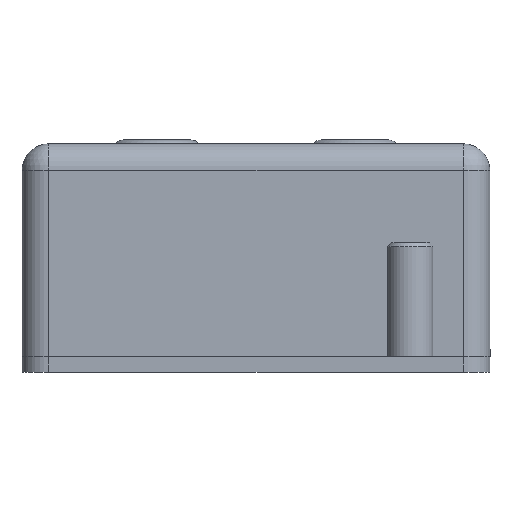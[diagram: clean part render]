
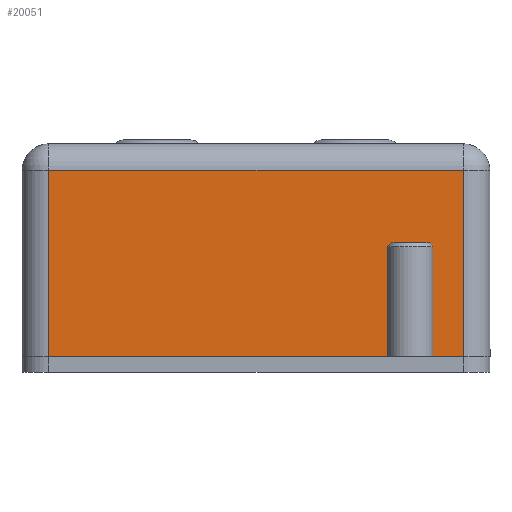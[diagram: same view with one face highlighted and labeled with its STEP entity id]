
A CAD part, left-side view. The second image highlights one B-rep face of the part: STEP entity #20051.
In plain terms, the highlighted planar face has unit normal (-1, 0, 0).
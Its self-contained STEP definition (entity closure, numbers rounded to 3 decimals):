
#1176=PLANE('',#21223);
#1800=FACE_OUTER_BOUND('',#2931,.T.);
#2931=EDGE_LOOP('',(#13062,#13063,#13064,#13065));
#4259=LINE('',#27632,#5954);
#4260=LINE('',#27634,#5955);
#4261=LINE('',#27636,#5956);
#4262=LINE('',#27637,#5957);
#5954=VECTOR('',#22848,10.);
#5955=VECTOR('',#22849,10.);
#5956=VECTOR('',#22850,10.);
#5957=VECTOR('',#22851,10.);
#8199=VERTEX_POINT('',#27630);
#8200=VERTEX_POINT('',#27631);
#8201=VERTEX_POINT('',#27633);
#8202=VERTEX_POINT('',#27635);
#10141=EDGE_CURVE('',#8199,#8200,#4259,.T.);
#10142=EDGE_CURVE('',#8199,#8201,#4260,.T.);
#10143=EDGE_CURVE('',#8202,#8201,#4261,.T.);
#10144=EDGE_CURVE('',#8200,#8202,#4262,.T.);
#13062=ORIENTED_EDGE('',*,*,#10141,.F.);
#13063=ORIENTED_EDGE('',*,*,#10142,.T.);
#13064=ORIENTED_EDGE('',*,*,#10143,.F.);
#13065=ORIENTED_EDGE('',*,*,#10144,.F.);
#20051=ADVANCED_FACE('',(#1800),#1176,.T.);
#21223=AXIS2_PLACEMENT_3D('',#27629,#22846,#22847);
#22846=DIRECTION('center_axis',(-1.,0.,0.));
#22847=DIRECTION('ref_axis',(0.,0.,
1.));
#22848=DIRECTION('',(0.,0.,1.));
#22849=DIRECTION('',(0.,-1.,0.));
#22850=DIRECTION('',(0.,0.,-1.));
#22851=DIRECTION('',(0.,-1.,0.));
#27629=CARTESIAN_POINT('Origin',(-30.,-30.75,0.));
#27630=CARTESIAN_POINT('',(-30.,27.25,0.));
#27631=CARTESIAN_POINT('',(-30.,27.25,24.5));
#27632=CARTESIAN_POINT('',(-30.,27.25,0.));
#27633=CARTESIAN_POINT('',(-30.,-27.25,0.));
#27634=CARTESIAN_POINT('',(-30.,30.75,0.));
#27635=CARTESIAN_POINT('',(-30.,-27.25,24.5));
#27636=CARTESIAN_POINT('',(-30.,-27.25,0.));
#27637=CARTESIAN_POINT('',(-30.,-15.375,24.5));
